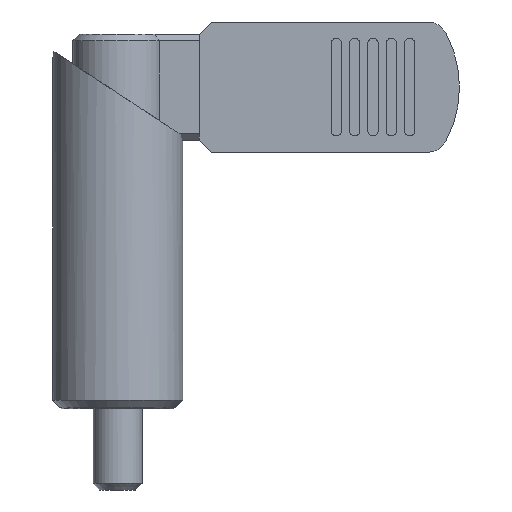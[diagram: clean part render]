
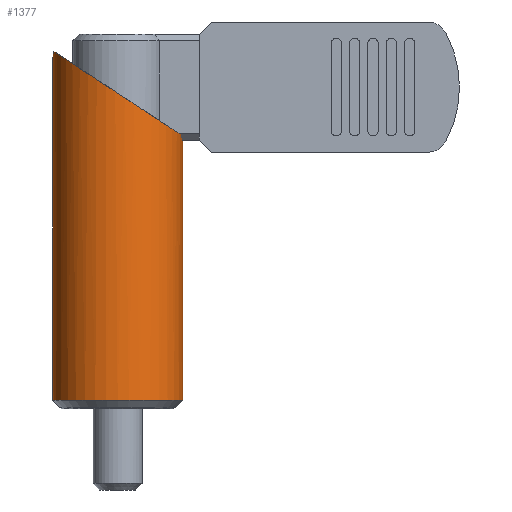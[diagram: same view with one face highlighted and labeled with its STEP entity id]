
A CAD part, front view. The second image highlights one B-rep face of the part: STEP entity #1377.
In plain terms, the highlighted cylindrical face has radius 8 mm (diameter 16 mm), a partial arc.
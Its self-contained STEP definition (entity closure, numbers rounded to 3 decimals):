
#571=EDGE_CURVE('',#717,#759,#1587,.T.);
#589=VERTEX_POINT('',#1606);
#717=VERTEX_POINT('',#1755);
#759=VERTEX_POINT('',#1800);
#1051=EDGE_CURVE('',#589,#1289,#2121,.T.);
#1261=EDGE_CURVE('',#589,#759,#2356,.T.);
#1289=VERTEX_POINT('',#2388);
#1377=ADVANCED_FACE('',(#2485),#2486,.T.);
#1387=EDGE_CURVE('',#1517,#1289,#2497,.T.);
#1501=EDGE_CURVE('',#717,#1517,#2622,.T.);
#1517=VERTEX_POINT('',#2640);
#1587=LINE('',#2712,#2713);
#1606=CARTESIAN_POINT('',(-8.0,0.,1.));
#1755=CARTESIAN_POINT('',(8.0,0.,33.5));
#1800=CARTESIAN_POINT('',(8.0,0.,1.));
#2121=LINE('',#3452,#3453);
#2356=CIRCLE('',#3759,8.0);
#2388=CARTESIAN_POINT('',(-8.,0.,42.888));
#2485=FACE_OUTER_BOUND('',#3945,.T.);
#2486=CYLINDRICAL_SURFACE('',#3946,8.0);
#2497=B_SPLINE_CURVE_WITH_KNOTS('',3,(#3963,#3964,#3965,#3966,#3967,#3968,#3969,#3970,#3971,#3972,#3973,#3974,#3975,#3976),.UNSPECIFIED.,.F.,.F.,(4,2,2,2,2,2,4),(0.768,1.009,1.346,1.682,2.019,2.355,2.692),.UNSPECIFIED.);
#2622=ELLIPSE('',#4139,9.569,8.0);
#2640=CARTESIAN_POINT('',(-7.838,-1.603,43.894));
#2712=CARTESIAN_POINT('',(8.0,0.,22.5));
#2713=VECTOR('',#4234,1.0);
#3452=CARTESIAN_POINT('',(-8.0,0.,22.5));
#3453=VECTOR('',#4840,1.0);
#3759=AXIS2_PLACEMENT_3D('',#5127,#5128,#5129);
#3945=EDGE_LOOP('',(#5274,#5275,#5276,#5277,#5278));
#3946=AXIS2_PLACEMENT_3D('',#5279,#5280,#5281);
#3963=CARTESIAN_POINT('',(-7.838,-1.603,43.894));
#3964=CARTESIAN_POINT('',(-7.845,-1.566,43.817));
#3965=CARTESIAN_POINT('',(-7.854,-1.524,43.743));
#3966=CARTESIAN_POINT('',(-7.875,-1.411,43.577));
#3967=CARTESIAN_POINT('',(-7.888,-1.337,43.488));
#3968=CARTESIAN_POINT('',(-7.913,-1.18,43.33));
#3969=CARTESIAN_POINT('',(-7.926,-1.091,43.256));
#3970=CARTESIAN_POINT('',(-7.95,-0.897,43.125));
#3971=CARTESIAN_POINT('',(-7.961,-0.792,43.069));
#3972=CARTESIAN_POINT('',(-7.98,-0.573,42.978));
#3973=CARTESIAN_POINT('',(-7.988,-0.458,42.944));
#3974=CARTESIAN_POINT('',(-7.998,-0.228,42.898));
#3975=CARTESIAN_POINT('',(-8.,-0.112,42.888));
#3976=CARTESIAN_POINT('',(-8.,0.,42.888));
#4139=AXIS2_PLACEMENT_3D('',#5430,#5431,#5432);
#4234=DIRECTION('',(0.,0.,-1.0));
#4840=DIRECTION('',(0.,0.,1.0));
#5127=CARTESIAN_POINT('',(0.,0.,1.));
#5128=DIRECTION('',(0.,0.,1.0));
#5129=DIRECTION('',(-1.0,0.,0.));
#5274=ORIENTED_EDGE('',*,*,#1051,.F.);
#5275=ORIENTED_EDGE('',*,*,#1261,.T.);
#5276=ORIENTED_EDGE('',*,*,#571,.F.);
#5277=ORIENTED_EDGE('',*,*,#1501,.T.);
#5278=ORIENTED_EDGE('',*,*,#1387,.T.);
#5279=CARTESIAN_POINT('',(0.,0.,22.5));
#5280=DIRECTION('',(0.,0.,-1.0));
#5281=DIRECTION('',(-1.0,0.,0.));
#5430=CARTESIAN_POINT('',(0.,0.,38.75));
#5431=DIRECTION('',(-0.549,0.,-0.836));
#5432=DIRECTION('',(-0.836,0.,0.549));
